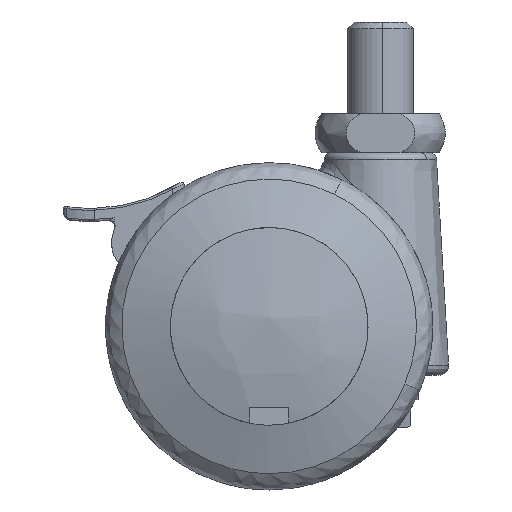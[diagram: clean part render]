
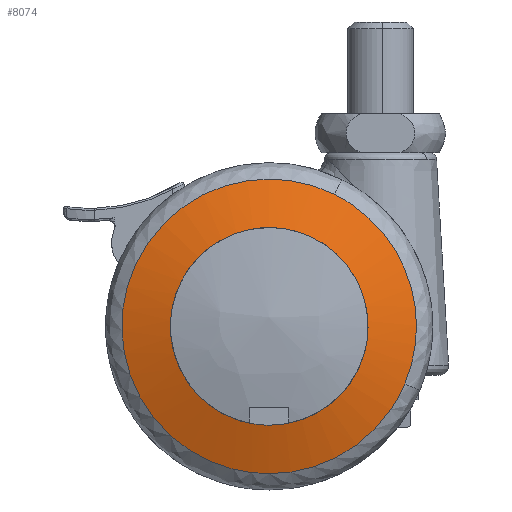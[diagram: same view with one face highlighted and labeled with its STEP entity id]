
A CAD part, front view. The second image highlights one B-rep face of the part: STEP entity #8074.
In plain terms, the highlighted free-form (B-spline) face has degree [2, 2] with [4, 4] control points.
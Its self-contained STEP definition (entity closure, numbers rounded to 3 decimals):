
#7129=CARTESIAN_POINT('',(14.994,-22.5,-1.782));
#7130=VERTEX_POINT('',#7129);
#7136=CARTESIAN_POINT('',(0.0,-22.5,15.1));
#7137=VERTEX_POINT('',#7136);
#7138=CARTESIAN_POINT('',(14.994,-22.5,-1.782));
#7139=CARTESIAN_POINT('',(15.1,-22.5,-0.894));
#7140=CARTESIAN_POINT('',(15.1,-22.5,0.0));
#7141=CARTESIAN_POINT('',(15.1,-22.5,15.1));
#7142=CARTESIAN_POINT('',(0.0,-22.5,15.1));
#7150=(BOUNDED_CURVE()B_SPLINE_CURVE(2,(#7138,#7139,#7140,#7141,#7142),.UNSPECIFIED.,.F.,.U.)B_SPLINE_CURVE_WITH_KNOTS((3,2,3),(0.23,0.25,0.5),.UNSPECIFIED.)CURVE()GEOMETRIC_REPRESENTATION_ITEM()RATIONAL_B_SPLINE_CURVE((0.956,0.976,1.0,0.707,1.0))REPRESENTATION_ITEM(''));
#7151=EDGE_CURVE('',#7130,#7137,#7150,.T.);
#7153=CARTESIAN_POINT('',(-15.072,-22.5,0.922));
#7154=VERTEX_POINT('',#7153);
#7155=CARTESIAN_POINT('',(0.0,-22.5,15.1));
#7156=CARTESIAN_POINT('',(-14.205,-22.5,15.1));
#7157=CARTESIAN_POINT('',(-15.072,-22.5,0.922));
#7165=(BOUNDED_CURVE()B_SPLINE_CURVE(2,(#7155,#7156,#7157),.UNSPECIFIED.,.F.,.U.)B_SPLINE_CURVE_WITH_KNOTS((3,3),(0.5,0.739),.UNSPECIFIED.)CURVE()GEOMETRIC_REPRESENTATION_ITEM()RATIONAL_B_SPLINE_CURVE((1.0,0.72,0.976))REPRESENTATION_ITEM(''));
#7166=EDGE_CURVE('',#7137,#7154,#7165,.T.);
#7240=CARTESIAN_POINT('',(0.0,-22.5,-15.1));
#7241=VERTEX_POINT('',#7240);
#7242=CARTESIAN_POINT('',(-15.072,-22.5,0.922));
#7243=CARTESIAN_POINT('',(-15.1,-22.5,0.461));
#7244=CARTESIAN_POINT('',(-15.1,-22.5,0.0));
#7245=CARTESIAN_POINT('',(-15.1,-22.5,-15.1));
#7246=CARTESIAN_POINT('',(0.0,-22.5,-15.1));
#7254=(BOUNDED_CURVE()B_SPLINE_CURVE(2,(#7242,#7243,#7244,#7245,#7246),.UNSPECIFIED.,.F.,.U.)B_SPLINE_CURVE_WITH_KNOTS((3,2,3),(0.739,0.75,1.0),.UNSPECIFIED.)CURVE()GEOMETRIC_REPRESENTATION_ITEM()RATIONAL_B_SPLINE_CURVE((0.976,0.988,1.0,0.707,1.0))REPRESENTATION_ITEM(''));
#7255=EDGE_CURVE('',#7154,#7241,#7254,.T.);
#7257=CARTESIAN_POINT('',(0.0,-22.5,-15.1));
#7258=CARTESIAN_POINT('',(13.411,-22.5,-15.1));
#7259=CARTESIAN_POINT('',(14.994,-22.5,-1.782));
#7267=(BOUNDED_CURVE()B_SPLINE_CURVE(2,(#7257,#7258,#7259),.UNSPECIFIED.,.F.,.U.)B_SPLINE_CURVE_WITH_KNOTS((3,3),(0.0,0.23),.UNSPECIFIED.)CURVE()GEOMETRIC_REPRESENTATION_ITEM()RATIONAL_B_SPLINE_CURVE((1.0,0.731,0.956))REPRESENTATION_ITEM(''));
#7268=EDGE_CURVE('',#7241,#7130,#7267,.T.);
#7709=CARTESIAN_POINT('',(9.976,-20.053,20.168));
#7710=VERTEX_POINT('',#7709);
#7711=CARTESIAN_POINT('',(0.0,-20.053,22.5));
#7712=VERTEX_POINT('',#7711);
#7713=CARTESIAN_POINT('',(9.976,-20.053,20.168));
#7714=CARTESIAN_POINT('',(5.26,-20.053,22.5));
#7715=CARTESIAN_POINT('',(0.0,-20.053,22.5));
#7723=(BOUNDED_CURVE()B_SPLINE_CURVE(2,(#7713,#7714,#7715),.UNSPECIFIED.,.F.,.U.)B_SPLINE_CURVE_WITH_KNOTS((3,3),(0.425,0.5),.UNSPECIFIED.)CURVE()GEOMETRIC_REPRESENTATION_ITEM()RATIONAL_B_SPLINE_CURVE((0.877,0.912,1.0))REPRESENTATION_ITEM(''));
#7724=EDGE_CURVE('',#7710,#7712,#7723,.T.);
#7744=CARTESIAN_POINT('',(20.705,-20.053,-8.806));
#7745=VERTEX_POINT('',#7744);
#7759=CARTESIAN_POINT('',(0.0,-20.053,-22.5));
#7760=VERTEX_POINT('',#7759);
#7761=CARTESIAN_POINT('',(0.0,-20.053,-22.5));
#7762=CARTESIAN_POINT('',(14.881,-20.053,-22.5));
#7763=CARTESIAN_POINT('',(20.705,-20.053,-8.806));
#7771=(BOUNDED_CURVE()B_SPLINE_CURVE(2,(#7761,#7762,#7763),.UNSPECIFIED.,.F.,.U.)B_SPLINE_CURVE_WITH_KNOTS((3,3),(0.0,0.184),.UNSPECIFIED.)CURVE()GEOMETRIC_REPRESENTATION_ITEM()RATIONAL_B_SPLINE_CURVE((1.0,0.785,0.886))REPRESENTATION_ITEM(''));
#7772=EDGE_CURVE('',#7760,#7745,#7771,.T.);
#7774=CARTESIAN_POINT('',(0.0,-20.053,22.5));
#7775=CARTESIAN_POINT('',(-22.5,-20.053,22.5));
#7776=CARTESIAN_POINT('',(-22.5,-20.053,0.0));
#7777=CARTESIAN_POINT('',(-22.5,-20.053,-22.5));
#7778=CARTESIAN_POINT('',(0.0,-20.053,-22.5));
#7786=(BOUNDED_CURVE()B_SPLINE_CURVE(2,(#7774,#7775,#7776,#7777,#7778),.UNSPECIFIED.,.F.,.U.)B_SPLINE_CURVE_WITH_KNOTS((3,2,3),(0.5,0.75,1.0),.UNSPECIFIED.)CURVE()GEOMETRIC_REPRESENTATION_ITEM()RATIONAL_B_SPLINE_CURVE((1.0,0.707,1.0,0.707,1.0))REPRESENTATION_ITEM(''));
#7787=EDGE_CURVE('',#7712,#7760,#7786,.T.);
#7809=CARTESIAN_POINT('',(20.705,-20.053,-8.806));
#7810=CARTESIAN_POINT('',(22.5,-20.053,-4.586));
#7811=CARTESIAN_POINT('',(22.5,-20.053,0.0));
#7812=CARTESIAN_POINT('',(22.5,-20.053,13.973));
#7813=CARTESIAN_POINT('',(9.976,-20.053,20.168));
#7821=(BOUNDED_CURVE()B_SPLINE_CURVE(2,(#7809,#7810,#7811,#7812,#7813),.UNSPECIFIED.,.F.,.U.)B_SPLINE_CURVE_WITH_KNOTS((3,2,3),(0.184,0.25,0.425),.UNSPECIFIED.)CURVE()GEOMETRIC_REPRESENTATION_ITEM()RATIONAL_B_SPLINE_CURVE((0.886,0.922,1.0,0.795,0.877))REPRESENTATION_ITEM(''));
#7822=EDGE_CURVE('',#7745,#7710,#7821,.T.);
#8038=CARTESIAN_POINT('',(-23.529,-14.359,-23.529));
#8039=CARTESIAN_POINT('',(-12.28,-19.174,-24.56));
#8040=CARTESIAN_POINT('',(12.28,-19.174,-24.56));
#8041=CARTESIAN_POINT('',(23.529,-14.359,-23.529));
#8042=CARTESIAN_POINT('',(-24.56,-19.174,-12.28));
#8043=CARTESIAN_POINT('',(-12.842,-24.431,-12.842));
#8044=CARTESIAN_POINT('',(12.842,-24.431,-12.842));
#8045=CARTESIAN_POINT('',(24.56,-19.174,-12.28));
#8046=CARTESIAN_POINT('',(-24.56,-19.174,12.28));
#8047=CARTESIAN_POINT('',(-12.842,-24.431,12.842));
#8048=CARTESIAN_POINT('',(12.842,-24.431,12.842));
#8049=CARTESIAN_POINT('',(24.56,-19.174,12.28));
#8050=CARTESIAN_POINT('',(-23.529,-14.359,23.529));
#8051=CARTESIAN_POINT('',(-12.28,-19.174,24.56));
#8052=CARTESIAN_POINT('',(12.28,-19.174,24.56));
#8053=CARTESIAN_POINT('',(23.529,-14.359,23.529));
#8061=(BOUNDED_SURFACE()B_SPLINE_SURFACE(2,2,((#8038,#8042,#8046,#8050),(#8039,#8043,#8047,#8051),(#8040,#8044,#8048,#8052),(#8041,#8045,#8049,#8053)),.UNSPECIFIED.,.F.,.F.,.U.)B_SPLINE_SURFACE_WITH_KNOTS((3,1,3),(3,1,3),(9.827,34.408,58.99),(9.827,34.408,58.99),.UNSPECIFIED.)GEOMETRIC_REPRESENTATION_ITEM()RATIONAL_B_SPLINE_SURFACE(((1.092,1.046,1.046,1.092),(1.046,1.0,1.0,1.046),(1.046,1.0,1.0,1.046),(1.092,1.046,1.046,1.092)))REPRESENTATION_ITEM('')SURFACE());
#8062=ORIENTED_EDGE('',*,*,#7772,.T.);
#8063=ORIENTED_EDGE('',*,*,#7822,.T.);
#8064=ORIENTED_EDGE('',*,*,#7724,.T.);
#8065=ORIENTED_EDGE('',*,*,#7787,.T.);
#8066=EDGE_LOOP('',(#8062,#8063,#8064,#8065));
#8067=FACE_OUTER_BOUND('',#8066,.T.);
#8068=ORIENTED_EDGE('',*,*,#7166,.F.);
#8069=ORIENTED_EDGE('',*,*,#7151,.F.);
#8070=ORIENTED_EDGE('',*,*,#7268,.F.);
#8071=ORIENTED_EDGE('',*,*,#7255,.F.);
#8072=EDGE_LOOP('',(#8068,#8069,#8070,#8071));
#8073=FACE_BOUND('',#8072,.T.);
#8074=ADVANCED_FACE('',(#8067,#8073),#8061,.T.);
